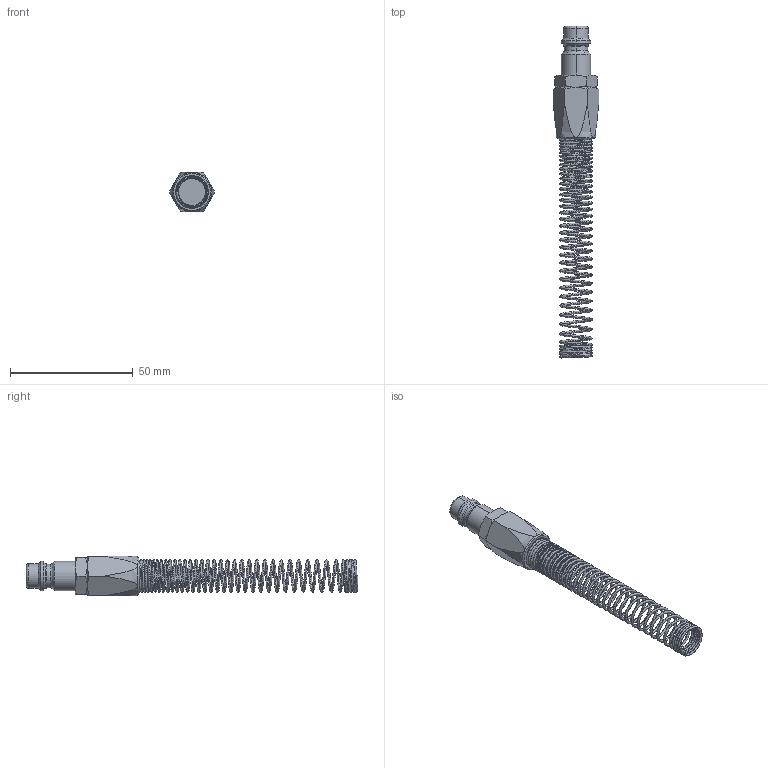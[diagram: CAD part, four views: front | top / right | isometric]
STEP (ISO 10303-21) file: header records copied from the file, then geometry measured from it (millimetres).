
FILE_DESCRIPTION (( 'STEP AP203' ), '1' );
FILE_NAME ('07261450.STEP', '2011-07-18T15:30:49', ( 'SP' ), ( 'sopra-pneumatic' ), 'SwSTEP 2.0', 'SolidWorks 2011', '' );
FILE_SCHEMA (( 'CONFIG_CONTROL_DESIGN' ));
Length unit declared in the file: millimetre
Products named in the file (1): 07261450
Bounding box: 18.48 x 135.35 x 16 mm (x, y, z)
Volume: 7210.3 mm3; surface area: 7649.5 mm2
Topology: 1 solids, 1 shells, 58 faces, 128 edges, 76 vertices
Faces by surface type: cone 22, plane 18, cylinder 10, torus 6, bspline 2
Entity records: 23795 total; most frequent: CARTESIAN_POINT 22495, ORIENTED_EDGE 256, DIRECTION 248, EDGE_CURVE 128, AXIS2_PLACEMENT_3D 105, VERTEX_POINT 76, EDGE_LOOP 62, FACE_OUTER_BOUND 58
